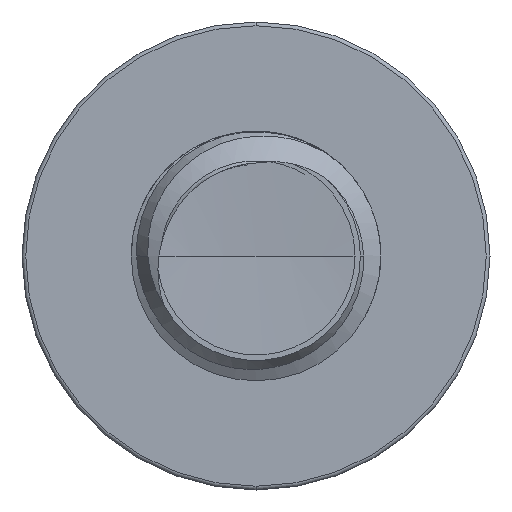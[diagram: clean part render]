
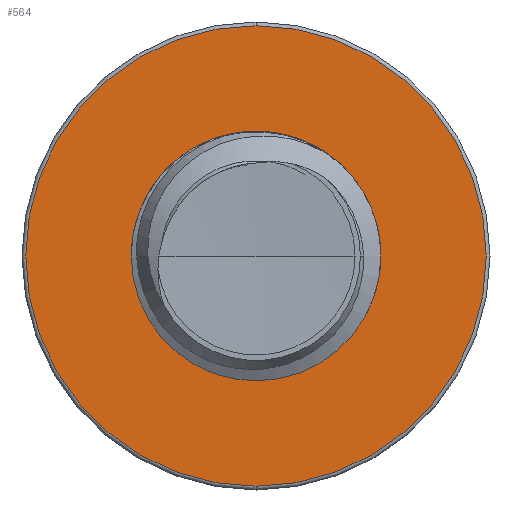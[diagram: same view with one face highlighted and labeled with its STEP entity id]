
A CAD part, front view. The second image highlights one B-rep face of the part: STEP entity #564.
In plain terms, the highlighted planar face has unit normal (0, -1, 0).
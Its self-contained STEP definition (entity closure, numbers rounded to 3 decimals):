
#34 = ORIENTED_EDGE ( 'NONE', *, *, #2243, .T. ) ;
#562 = DIRECTION ( 'NONE',  ( 0., 0., -1. ) ) ;
#564 = ADVANCED_FACE ( 'NONE', ( #7024, #4115 ), #11648, .T. ) ;
#640 = VERTEX_POINT ( 'NONE', #5868 ) ;
#947 = DIRECTION ( 'NONE',  ( 0., 0., -1. ) ) ;
#1024 = DIRECTION ( 'NONE',  ( 0., -1., 0. ) ) ;
#1056 = CIRCLE ( 'NONE', #1352, 1.476 ) ;
#1352 = AXIS2_PLACEMENT_3D ( 'NONE', #6870, #1024, #7846 ) ;
#1493 = DIRECTION ( 'NONE',  ( 0., -1., 0. ) ) ;
#1560 = DIRECTION ( 'NONE',  ( 0., -1., 0. ) ) ;
#1694 = CARTESIAN_POINT ( 'NONE',  ( 0., 2.25, -1.476 ) ) ;
#1760 = AXIS2_PLACEMENT_3D ( 'NONE', #12220, #6403, #562 ) ;
#1868 = EDGE_LOOP ( 'NONE', ( #34, #9847 ) ) ;
#2243 = EDGE_CURVE ( 'NONE', #12081, #7317, #6570, .T. ) ;
#3579 = AXIS2_PLACEMENT_3D ( 'NONE', #7350, #1493, #8320 ) ;
#3690 = CARTESIAN_POINT ( 'NONE',  ( 0., 2.25, 0.786 ) ) ;
#3899 = AXIS2_PLACEMENT_3D ( 'NONE', #3690, #6791, #947 ) ;
#4115 = FACE_BOUND ( 'NONE', #9603, .T. ) ;
#4160 = CIRCLE ( 'NONE', #1760, 0.786 ) ;
#4637 = EDGE_CURVE ( 'NONE', #8870, #640, #9751, .T. ) ;
#5288 = EDGE_CURVE ( 'NONE', #7317, #12081, #1056, .T. ) ;
#5868 = CARTESIAN_POINT ( 'NONE',  ( 0., 2.25, -0.786 ) ) ;
#6403 = DIRECTION ( 'NONE',  ( 0., -1., 0. ) ) ;
#6430 = EDGE_CURVE ( 'NONE', #640, #8870, #4160, .T. ) ;
#6489 = ORIENTED_EDGE ( 'NONE', *, *, #6430, .F. ) ;
#6570 = CIRCLE ( 'NONE', #8860, 1.476 ) ;
#6791 = DIRECTION ( 'NONE',  ( 0., -1., 0. ) ) ;
#6870 = CARTESIAN_POINT ( 'NONE',  ( 0., 2.25, 0. ) ) ;
#7024 = FACE_OUTER_BOUND ( 'NONE', #1868, .T. ) ;
#7317 = VERTEX_POINT ( 'NONE', #9958 ) ;
#7350 = CARTESIAN_POINT ( 'NONE',  ( 0., 2.25, 0. ) ) ;
#7419 = CARTESIAN_POINT ( 'NONE',  ( 0., 2.25, 0. ) ) ;
#7846 = DIRECTION ( 'NONE',  ( 0., 0., -1. ) ) ;
#8320 = DIRECTION ( 'NONE',  ( 0., 0., -1. ) ) ;
#8384 = DIRECTION ( 'NONE',  ( 0., 0., -1. ) ) ;
#8860 = AXIS2_PLACEMENT_3D ( 'NONE', #7419, #1560, #8384 ) ;
#8870 = VERTEX_POINT ( 'NONE', #10189 ) ;
#9603 = EDGE_LOOP ( 'NONE', ( #6489, #11182 ) ) ;
#9751 = CIRCLE ( 'NONE', #3579, 0.786 ) ;
#9847 = ORIENTED_EDGE ( 'NONE', *, *, #5288, .T. ) ;
#9958 = CARTESIAN_POINT ( 'NONE',  ( 0., 2.25, 1.476 ) ) ;
#10189 = CARTESIAN_POINT ( 'NONE',  ( 0., 2.25, 0.786 ) ) ;
#11182 = ORIENTED_EDGE ( 'NONE', *, *, #4637, .F. ) ;
#11648 = PLANE ( 'NONE',  #3899 ) ;
#12081 = VERTEX_POINT ( 'NONE', #1694 ) ;
#12220 = CARTESIAN_POINT ( 'NONE',  ( 0., 2.25, 0. ) ) ;
